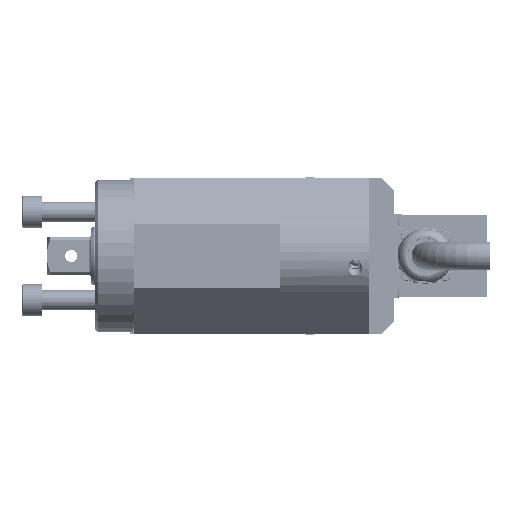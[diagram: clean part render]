
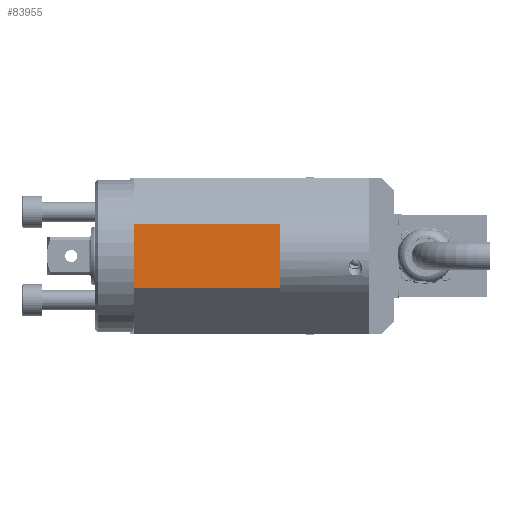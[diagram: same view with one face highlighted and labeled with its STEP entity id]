
A CAD part, left-side view. The second image highlights one B-rep face of the part: STEP entity #83955.
In plain terms, the highlighted planar face has unit normal (-1, 0, 0).
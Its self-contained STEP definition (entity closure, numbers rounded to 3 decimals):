
#4424=PLANE('',#90627);
#11329=LINE('',#184618,#17862);
#11332=LINE('',#184623,#17865);
#11333=LINE('',#184626,#17866);
#11334=LINE('',#184627,#17867);
#17862=VECTOR('',#109645,3.314);
#17865=VECTOR('',#109650,7.45);
#17866=VECTOR('',#109653,3.314);
#17867=VECTOR('',#109654,7.45);
#23382=FACE_OUTER_BOUND('',#28138,.T.);
#28138=EDGE_LOOP('',(#74702,#74703,#74704,#74705));
#41513=VERTEX_POINT('',#184615);
#41514=VERTEX_POINT('',#184617);
#41515=VERTEX_POINT('',#184621);
#41516=VERTEX_POINT('',#184625);
#52967=EDGE_CURVE('',#41513,#41514,#11329,.T.);
#52970=EDGE_CURVE('',#41513,#41515,#11332,.T.);
#52971=EDGE_CURVE('',#41515,#41516,#11333,.T.);
#52972=EDGE_CURVE('',#41514,#41516,#11334,.T.);
#74702=ORIENTED_EDGE('',*,*,#52970,.T.);
#74703=ORIENTED_EDGE('',*,*,#52971,.T.);
#74704=ORIENTED_EDGE('',*,*,#52972,.F.);
#74705=ORIENTED_EDGE('',*,*,#52967,.F.);
#83955=ADVANCED_FACE('',(#23382),#4424,.T.);
#90627=AXIS2_PLACEMENT_3D('',#184624,#109651,#109652);
#109645=DIRECTION('',(0.,0.,-1.));
#109650=DIRECTION('',(0.,1.,0.));
#109651=DIRECTION('center_axis',(-1.,0.,0.));
#109652=DIRECTION('ref_axis',(0.,1.,0.));
#109653=DIRECTION('',(0.,0.,-1.));
#109654=DIRECTION('',(0.,1.,0.));
#184615=CARTESIAN_POINT('',(-17.46,1.55,1.657));
#184617=CARTESIAN_POINT('',(-17.46,1.55,-1.657));
#184618=CARTESIAN_POINT('',(-17.46,1.55,1.657));
#184621=CARTESIAN_POINT('',(-17.46,9.,1.657));
#184623=CARTESIAN_POINT('',(-17.46,1.55,1.657));
#184624=CARTESIAN_POINT('Origin',(-17.46,-4.3,4.));
#184625=CARTESIAN_POINT('',(-17.46,9.,-1.657));
#184626=CARTESIAN_POINT('',(-17.46,9.,1.657));
#184627=CARTESIAN_POINT('',(-17.46,1.55,-1.657));
